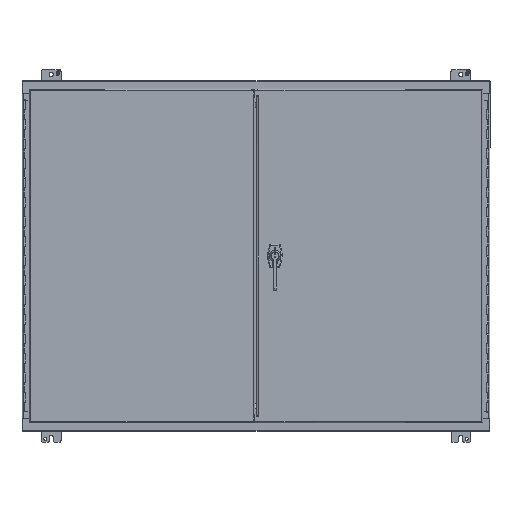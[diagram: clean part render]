
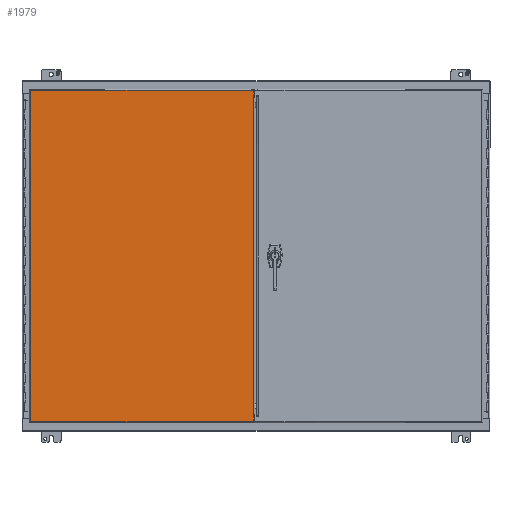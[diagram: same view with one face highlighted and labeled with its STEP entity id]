
A CAD part, front view. The second image highlights one B-rep face of the part: STEP entity #1979.
In plain terms, the highlighted planar face has unit normal (0, -1, 0).
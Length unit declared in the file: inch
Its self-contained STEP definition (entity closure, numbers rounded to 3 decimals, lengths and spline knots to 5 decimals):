
#1979 = ADVANCED_FACE ( 'NONE', ( #30004 ), #47404, .T. ) ;
#2680 = DIRECTION ( 'NONE',  ( 0., 0., -1. ) ) ;
#2840 = CARTESIAN_POINT ( 'NONE',  ( -0.268, -13.138, 16.982 ) ) ;
#2850 = DIRECTION ( 'NONE',  ( 0., 0., -1. ) ) ;
#2986 = EDGE_LOOP ( 'NONE', ( #38173, #14060, #49697, #53654, #20184, #39913 ) ) ;
#3104 = CARTESIAN_POINT ( 'NONE',  ( -0.268, -13.138, -16.982 ) ) ;
#5346 = CARTESIAN_POINT ( 'NONE',  ( -23.107, -13.138, -16.982 ) ) ;
#10111 = EDGE_CURVE ( 'NONE', #13808, #47457, #33568, .T. ) ;
#13808 = VERTEX_POINT ( 'NONE', #47151 ) ;
#14060 = ORIENTED_EDGE ( 'NONE', *, *, #43477, .T. ) ;
#14703 = VECTOR ( 'NONE', #52117, 39.37008 ) ;
#14953 = AXIS2_PLACEMENT_3D ( 'NONE', #50872, #41720, #2680 ) ;
#15086 = VERTEX_POINT ( 'NONE', #38024 ) ;
#15670 = VERTEX_POINT ( 'NONE', #2840 ) ;
#18399 = VECTOR ( 'NONE', #51733, 39.37008 ) ;
#20184 = ORIENTED_EDGE ( 'NONE', *, *, #40148, .T. ) ;
#21333 = DIRECTION ( 'NONE',  ( -1., 0., 0. ) ) ;
#21941 = CARTESIAN_POINT ( 'NONE',  ( -23.107, -13.138, -16.982 ) ) ;
#22078 = VECTOR ( 'NONE', #21333, 39.37008 ) ;
#22724 = LINE ( 'NONE', #5346, #45726 ) ;
#24824 = EDGE_CURVE ( 'NONE', #27495, #47457, #52299, .T. ) ;
#26216 = VECTOR ( 'NONE', #2850, 39.37008 ) ;
#27495 = VERTEX_POINT ( 'NONE', #21941 ) ;
#30004 = FACE_OUTER_BOUND ( 'NONE', #2986, .T. ) ;
#30117 = CARTESIAN_POINT ( 'NONE',  ( -0.268, -13.138, 16.608 ) ) ;
#33568 = LINE ( 'NONE', #42684, #14703 ) ;
#36543 = EDGE_CURVE ( 'NONE', #15670, #38512, #41881, .T. ) ;
#38024 = CARTESIAN_POINT ( 'NONE',  ( -23.107, -13.138, 16.982 ) ) ;
#38170 = CARTESIAN_POINT ( 'NONE',  ( -0.268, -13.138, -16.982 ) ) ;
#38173 = ORIENTED_EDGE ( 'NONE', *, *, #43413, .T. ) ;
#38512 = VERTEX_POINT ( 'NONE', #30117 ) ;
#38978 = LINE ( 'NONE', #48688, #22078 ) ;
#39913 = ORIENTED_EDGE ( 'NONE', *, *, #36543, .F. ) ;
#40097 = DIRECTION ( 'NONE',  ( 0., 0., -1. ) ) ;
#40148 = EDGE_CURVE ( 'NONE', #13808, #38512, #42271, .T. ) ;
#41720 = DIRECTION ( 'NONE',  ( 0., -1., 0. ) ) ;
#41881 = LINE ( 'NONE', #38170, #26216 ) ;
#42271 = LINE ( 'NONE', #55424, #46556 ) ;
#42684 = CARTESIAN_POINT ( 'NONE',  ( -0.268, -13.138, -16.982 ) ) ;
#42860 = CARTESIAN_POINT ( 'NONE',  ( -23.107, -13.138, -16.982 ) ) ;
#43413 = EDGE_CURVE ( 'NONE', #15670, #15086, #38978, .T. ) ;
#43477 = EDGE_CURVE ( 'NONE', #15086, #27495, #22724, .T. ) ;
#45726 = VECTOR ( 'NONE', #40097, 39.37008 ) ;
#46556 = VECTOR ( 'NONE', #54859, 39.37008 ) ;
#47151 = CARTESIAN_POINT ( 'NONE',  ( -0.268, -13.138, -16.608 ) ) ;
#47404 = PLANE ( 'NONE',  #14953 ) ;
#47457 = VERTEX_POINT ( 'NONE', #3104 ) ;
#48688 = CARTESIAN_POINT ( 'NONE',  ( -23.107, -13.138, 16.982 ) ) ;
#49697 = ORIENTED_EDGE ( 'NONE', *, *, #24824, .T. ) ;
#50872 = CARTESIAN_POINT ( 'NONE',  ( -23.107, -13.138, -16.982 ) ) ;
#51733 = DIRECTION ( 'NONE',  ( 1., 0., 0. ) ) ;
#52117 = DIRECTION ( 'NONE',  ( 0., 0., -1. ) ) ;
#52299 = LINE ( 'NONE', #42860, #18399 ) ;
#53654 = ORIENTED_EDGE ( 'NONE', *, *, #10111, .F. ) ;
#54859 = DIRECTION ( 'NONE',  ( 0., 0., 1. ) ) ;
#55424 = CARTESIAN_POINT ( 'NONE',  ( -0.268, -13.138, -16.982 ) ) ;
